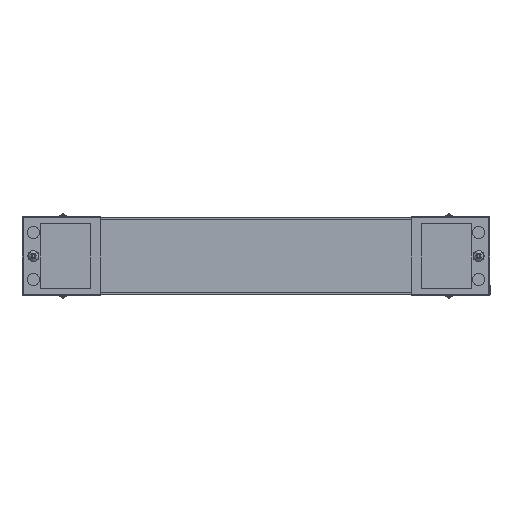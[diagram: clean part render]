
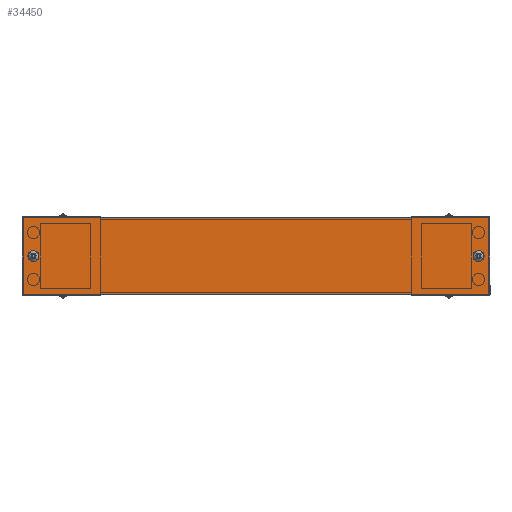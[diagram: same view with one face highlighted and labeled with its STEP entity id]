
A CAD part, front view. The second image highlights one B-rep face of the part: STEP entity #34450.
In plain terms, the highlighted planar face has unit normal (0, -1, 0).
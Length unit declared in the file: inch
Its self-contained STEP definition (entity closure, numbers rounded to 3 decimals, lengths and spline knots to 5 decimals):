
#2186 = FACE_OUTER_BOUND ( 'NONE', #10366, .T. ) ;
#2688 = ORIENTED_EDGE ( 'NONE', *, *, #33229, .F. ) ;
#3248 = DIRECTION ( 'NONE',  ( 0., 0., -1. ) ) ;
#5989 = VECTOR ( 'NONE', #17271, 39.37008 ) ;
#6202 = AXIS2_PLACEMENT_3D ( 'NONE', #32279, #19595, #6593 ) ;
#6593 = DIRECTION ( 'NONE',  ( 0., 0., 1. ) ) ;
#7602 = CARTESIAN_POINT ( 'NONE',  ( 0., -21.12205, 1.92913 ) ) ;
#7755 = CARTESIAN_POINT ( 'NONE',  ( 11.20079, -21.12205, 0.1378 ) ) ;
#8674 = EDGE_CURVE ( 'NONE', #21210, #9545, #26984, .T. ) ;
#9254 = FACE_BOUND ( 'NONE', #25082, .T. ) ;
#9545 = VERTEX_POINT ( 'NONE', #10447 ) ;
#9901 = PLANE ( 'NONE',  #17144 ) ;
#10366 = EDGE_LOOP ( 'NONE', ( #2688, #21364, #41660, #30548 ) ) ;
#10447 = CARTESIAN_POINT ( 'NONE',  ( 11.69291, -21.12205, 1.92913 ) ) ;
#11122 = VERTEX_POINT ( 'NONE', #35226 ) ;
#11492 = ORIENTED_EDGE ( 'NONE', *, *, #20183, .F. ) ;
#11772 = DIRECTION ( 'NONE',  ( 0., 0., 1. ) ) ;
#13545 = CARTESIAN_POINT ( 'NONE',  ( 0., -21.12205, 0. ) ) ;
#14262 = VERTEX_POINT ( 'NONE', #7755 ) ;
#14652 = VECTOR ( 'NONE', #20812, 39.37008 ) ;
#15314 = CARTESIAN_POINT ( 'NONE',  ( -11.20079, -21.12205, 0.1378 ) ) ;
#17144 = AXIS2_PLACEMENT_3D ( 'NONE', #13545, #35733, #3248 ) ;
#17170 = DIRECTION ( 'NONE',  ( 0., 0., 1. ) ) ;
#17271 = DIRECTION ( 'NONE',  ( 0., 0., -1. ) ) ;
#17699 = LINE ( 'NONE', #23531, #5989 ) ;
#18783 = VERTEX_POINT ( 'NONE', #15314 ) ;
#19310 = DIRECTION ( 'NONE',  ( -1., 0., 0. ) ) ;
#19595 = DIRECTION ( 'NONE',  ( 0., -1., 0. ) ) ;
#19959 = CIRCLE ( 'NONE', #39817, 0.1378 ) ;
#19978 = CARTESIAN_POINT ( 'NONE',  ( -11.69291, -21.12205, -1.92913 ) ) ;
#20183 = EDGE_CURVE ( 'NONE', #14262, #14262, #19959, .T. ) ;
#20320 = EDGE_CURVE ( 'NONE', #11122, #20414, #22515, .T. ) ;
#20414 = VERTEX_POINT ( 'NONE', #19978 ) ;
#20720 = EDGE_LOOP ( 'NONE', ( #11492 ) ) ;
#20812 = DIRECTION ( 'NONE',  ( 1., 0., 0. ) ) ;
#21210 = VERTEX_POINT ( 'NONE', #24823 ) ;
#21300 = VECTOR ( 'NONE', #19310, 39.37008 ) ;
#21364 = ORIENTED_EDGE ( 'NONE', *, *, #8674, .F. ) ;
#22020 = EDGE_CURVE ( 'NONE', #20414, #21210, #39554, .T. ) ;
#22515 = LINE ( 'NONE', #35186, #21300 ) ;
#23531 = CARTESIAN_POINT ( 'NONE',  ( 11.69291, -21.12205, 0. ) ) ;
#23603 = ORIENTED_EDGE ( 'NONE', *, *, #26881, .F. ) ;
#24823 = CARTESIAN_POINT ( 'NONE',  ( -11.69291, -21.12205, 1.92913 ) ) ;
#25082 = EDGE_LOOP ( 'NONE', ( #23603 ) ) ;
#25423 = CIRCLE ( 'NONE', #6202, 0.1378 ) ;
#26881 = EDGE_CURVE ( 'NONE', #18783, #18783, #25423, .T. ) ;
#26984 = LINE ( 'NONE', #7602, #14652 ) ;
#27543 = VECTOR ( 'NONE', #17170, 39.37008 ) ;
#27944 = CARTESIAN_POINT ( 'NONE',  ( 11.20079, -21.12205, 0. ) ) ;
#30548 = ORIENTED_EDGE ( 'NONE', *, *, #20320, .F. ) ;
#32279 = CARTESIAN_POINT ( 'NONE',  ( -11.20079, -21.12205, 0. ) ) ;
#33229 = EDGE_CURVE ( 'NONE', #9545, #11122, #17699, .T. ) ;
#33332 = CARTESIAN_POINT ( 'NONE',  ( -11.69291, -21.12205, 0. ) ) ;
#34450 = ADVANCED_FACE ( 'NONE', ( #42017, #9254, #2186 ), #9901, .F. ) ;
#35186 = CARTESIAN_POINT ( 'NONE',  ( 0., -21.12205, -1.92913 ) ) ;
#35226 = CARTESIAN_POINT ( 'NONE',  ( 11.69291, -21.12205, -1.92913 ) ) ;
#35733 = DIRECTION ( 'NONE',  ( 0., 1., 0. ) ) ;
#39554 = LINE ( 'NONE', #33332, #27543 ) ;
#39817 = AXIS2_PLACEMENT_3D ( 'NONE', #27944, #41086, #11772 ) ;
#41086 = DIRECTION ( 'NONE',  ( 0., -1., 0. ) ) ;
#41660 = ORIENTED_EDGE ( 'NONE', *, *, #22020, .F. ) ;
#42017 = FACE_BOUND ( 'NONE', #20720, .T. ) ;
